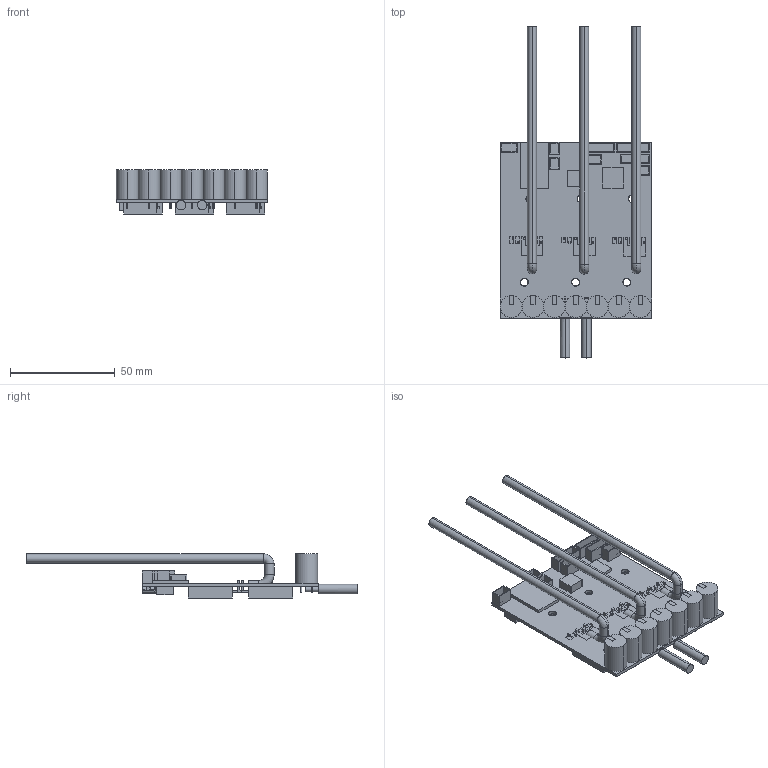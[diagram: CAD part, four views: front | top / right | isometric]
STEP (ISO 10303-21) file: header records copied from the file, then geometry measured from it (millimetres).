
FILE_DESCRIPTION (( 'STEP AP214' ), '1' );
FILE_NAME ('V3 FOCer OW export step.STEP', '2022-02-12T18:57:56', ( '' ), ( '' ), 'SwSTEP 2.0', 'SolidWorks 2019', '' );
FILE_SCHEMA (( 'AUTOMOTIVE_DESIGN' ));
Length unit declared in the file: millimetre
Products named in the file (5): phase wire''; LIL FOCER V3 FET; LIL FOCER V3 PCB; V3 FOCer OW export step; CAP_YX_10X16_RUB
Assembly tree (17 placements, depth 2):
  V3 FOCer OW export step
    LIL FOCER V3 PCB
    LIL FOCER V3 FET  x6
    CAP_YX_10X16_RUB  x7
    phase wire''  x3
Bounding box: 72.2 x 158.19 x 21.02 mm (x, y, z)
Volume: 36484 mm3; surface area: 36116.1 mm2
Topology: 42 solids, 42 shells, 1622 faces, 3946 edges, 2500 vertices
Faces by surface type: plane 1133, cylinder 399, torus 52, sphere 32, cone 6
Entity records: 43434 total; most frequent: CARTESIAN_POINT 5901, DIRECTION 5768, ORIENTED_EDGE 5672, EDGE_CURVE 2836, LINE 2230, VECTOR 2230, VERTEX_POINT 1796, AXIS2_PLACEMENT_3D 1769
